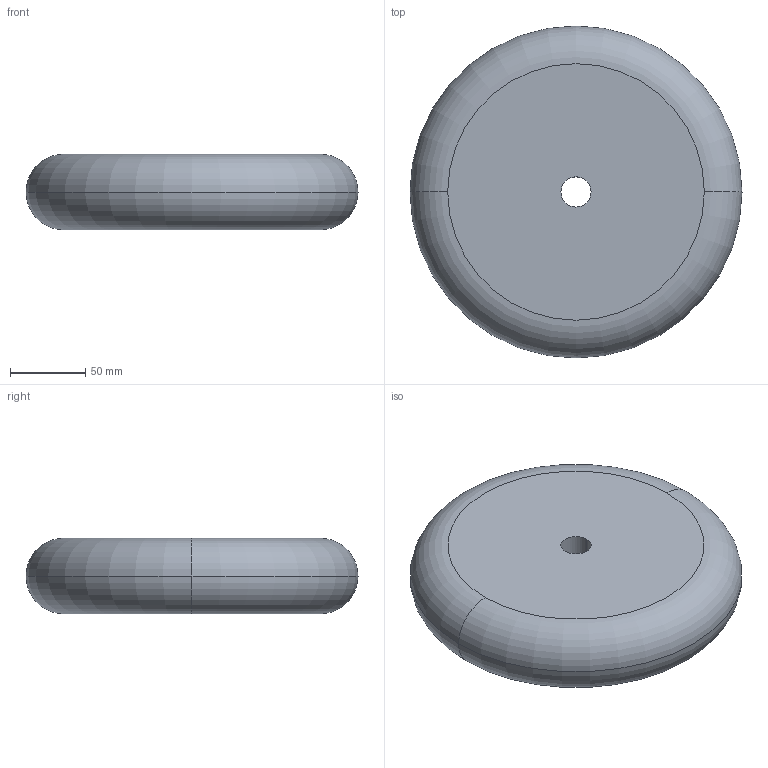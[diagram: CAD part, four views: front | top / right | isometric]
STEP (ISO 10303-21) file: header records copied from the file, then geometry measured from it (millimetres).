
FILE_DESCRIPTION (( 'STEP AP203' ), '1' );
FILE_NAME ('wheel_Default_sldprt.STEP', '2022-10-24T11:03:14', ( '' ), ( '' ), 'SwSTEP 2.0', 'SolidWorks 2022', '' );
FILE_SCHEMA (( 'CONFIG_CONTROL_DESIGN' ));
Length unit declared in the file: millimetre
Products named in the file (1): wheel_Default_sldprt
Bounding box: 220 x 220 x 50 mm (x, y, z)
Volume: 1708965 mm3; surface area: 97709.1 mm2
Topology: 1 solids, 1 shells, 8 faces, 16 edges, 10 vertices
Faces by surface type: torus 4, cylinder 2, plane 2
Entity records: 299 total; most frequent: DIRECTION 48, CARTESIAN_POINT 35, ORIENTED_EDGE 32, AXIS2_PLACEMENT_3D 23, EDGE_CURVE 16, CIRCLE 14, VERTEX_POINT 10, EDGE_LOOP 10
